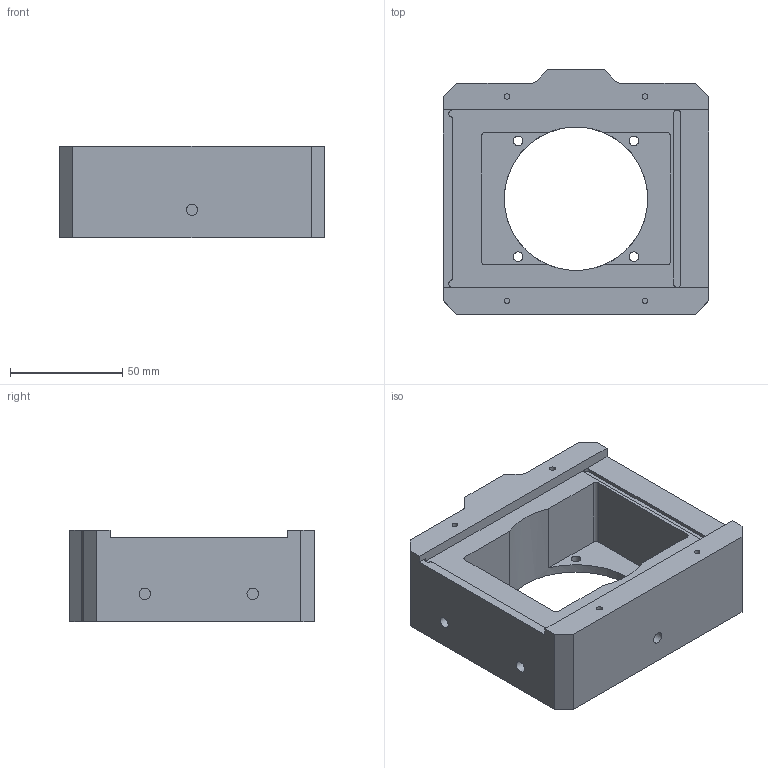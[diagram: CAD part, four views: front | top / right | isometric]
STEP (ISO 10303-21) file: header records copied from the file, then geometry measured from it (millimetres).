
FILE_DESCRIPTION(('FreeCAD Model'),'2;1');
FILE_NAME('Open CASCADE Shape Model','2025-12-14T10:28:50',('Author'),( ''),'Open CASCADE STEP processor 7.8','FreeCAD','Unknown');
FILE_SCHEMA(('AUTOMOTIVE_DESIGN { 1 0 10303 214 1 1 1 1 }'));
Length unit declared in the file: millimetre
Products named in the file (1): Body
Bounding box: 118.2 x 109.1 x 41 mm (x, y, z)
Volume: 281968.9 mm3; surface area: 49066.4 mm2
Topology: 1 solids, 1 shells, 75 faces, 187 edges, 126 vertices
Faces by surface type: plane 44, cylinder 31
Full cylindrical faces by diameter (mm): 2.5 x4, 4.3 x4, 5.1 x8, 64 x1
Entity records: 2301 total; most frequent: DIRECTION 405, CARTESIAN_POINT 389, ORIENTED_EDGE 374, EDGE_CURVE 187, AXIS2_PLACEMENT_3D 142, VERTEX_POINT 126, LINE 121, VECTOR 121
